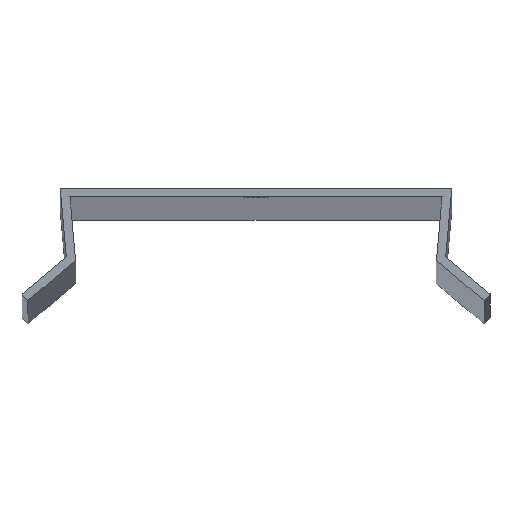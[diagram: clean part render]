
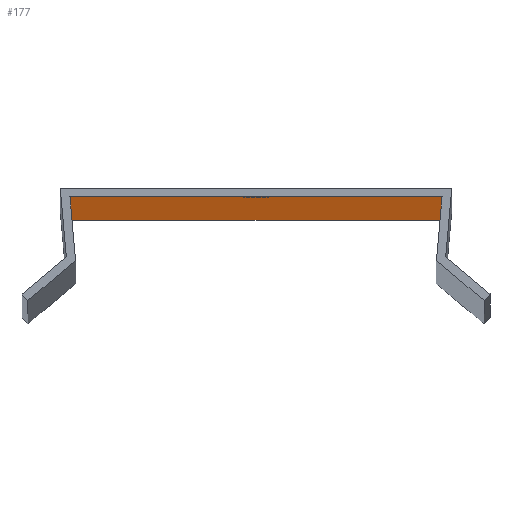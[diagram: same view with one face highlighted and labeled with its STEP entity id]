
A CAD part, top view. The second image highlights one B-rep face of the part: STEP entity #177.
In plain terms, the highlighted planar face has unit normal (0, -1, 0).
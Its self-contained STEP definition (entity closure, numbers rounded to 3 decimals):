
#2 = DIRECTION ( 'NONE',  ( 0., -1., 0. ) ) ;
#5 = ORIENTED_EDGE ( 'NONE', *, *, #411, .F. ) ;
#8 = VECTOR ( 'NONE', #20, 1000. ) ;
#20 = DIRECTION ( 'NONE',  ( 0., 0., -1. ) ) ;
#41 = DIRECTION ( 'NONE',  ( 0., 1., 0. ) ) ;
#47 = EDGE_CURVE ( 'NONE', #538, #106, #147, .T. ) ;
#48 = FACE_BOUND ( 'NONE', #386, .T. ) ;
#49 = DIRECTION ( 'NONE',  ( 0., 0., -1. ) ) ;
#53 = DIRECTION ( 'NONE',  ( 0., -1., 0. ) ) ;
#61 = VERTEX_POINT ( 'NONE', #220 ) ;
#69 = CARTESIAN_POINT ( 'NONE',  ( 41.817, -2., 1500. ) ) ;
#70 = ORIENTED_EDGE ( 'NONE', *, *, #243, .T. ) ;
#73 = VERTEX_POINT ( 'NONE', #127 ) ;
#78 = CARTESIAN_POINT ( 'NONE',  ( 0., -2., -1486. ) ) ;
#84 = ORIENTED_EDGE ( 'NONE', *, *, #47, .F. ) ;
#86 = CARTESIAN_POINT ( 'NONE',  ( 2.75, -2., -1486. ) ) ;
#88 = CARTESIAN_POINT ( 'NONE',  ( 0., -2., 1486. ) ) ;
#91 = PLANE ( 'NONE',  #404 ) ;
#106 = VERTEX_POINT ( 'NONE', #86 ) ;
#107 = DIRECTION ( 'NONE',  ( -1., 0., 0. ) ) ;
#108 = EDGE_CURVE ( 'NONE', #510, #263, #415, .T. ) ;
#127 = CARTESIAN_POINT ( 'NONE',  ( -41.817, -2., 1500. ) ) ;
#137 = DIRECTION ( 'NONE',  ( 1., 0., 0. ) ) ;
#147 = CIRCLE ( 'NONE', #334, 2.75 ) ;
#156 = LINE ( 'NONE', #69, #8 ) ;
#173 = LINE ( 'NONE', #563, #249 ) ;
#177 = ADVANCED_FACE ( 'NONE', ( #48, #382, #564 ), #91, .F. ) ;
#182 = CARTESIAN_POINT ( 'NONE',  ( 41.817, -2., -1500. ) ) ;
#185 = CARTESIAN_POINT ( 'NONE',  ( 44., -2., 1500. ) ) ;
#186 = EDGE_CURVE ( 'NONE', #73, #460, #242, .T. ) ;
#192 = LINE ( 'NONE', #291, #455 ) ;
#211 = VECTOR ( 'NONE', #384, 1000. ) ;
#220 = CARTESIAN_POINT ( 'NONE',  ( -41.817, -2., -1500. ) ) ;
#221 = ORIENTED_EDGE ( 'NONE', *, *, #389, .F. ) ;
#230 = ORIENTED_EDGE ( 'NONE', *, *, #583, .T. ) ;
#238 = DIRECTION ( 'NONE',  ( -1., 0., 0. ) ) ;
#242 = LINE ( 'NONE', #435, #211 ) ;
#243 = EDGE_CURVE ( 'NONE', #73, #61, #192, .T. ) ;
#246 = CARTESIAN_POINT ( 'NONE',  ( 2.75, -2., 1486. ) ) ;
#249 = VECTOR ( 'NONE', #137, 1000. ) ;
#254 = EDGE_LOOP ( 'NONE', ( #590, #221 ) ) ;
#263 = VERTEX_POINT ( 'NONE', #246 ) ;
#281 = EDGE_CURVE ( 'NONE', #106, #538, #348, .T. ) ;
#291 = CARTESIAN_POINT ( 'NONE',  ( -41.817, -2., 1500. ) ) ;
#303 = AXIS2_PLACEMENT_3D ( 'NONE', #501, #364, #107 ) ;
#334 = AXIS2_PLACEMENT_3D ( 'NONE', #78, #464, #456 ) ;
#348 = CIRCLE ( 'NONE', #463, 2.75 ) ;
#364 = DIRECTION ( 'NONE',  ( 0., -1., 0. ) ) ;
#370 = CARTESIAN_POINT ( 'NONE',  ( -2.75, -2., -1486. ) ) ;
#373 = AXIS2_PLACEMENT_3D ( 'NONE', #88, #2, #480 ) ;
#382 = FACE_BOUND ( 'NONE', #254, .T. ) ;
#384 = DIRECTION ( 'NONE',  ( 1., 0., 0. ) ) ;
#386 = EDGE_LOOP ( 'NONE', ( #84, #579 ) ) ;
#389 = EDGE_CURVE ( 'NONE', #263, #510, #473, .T. ) ;
#404 = AXIS2_PLACEMENT_3D ( 'NONE', #185, #41, #238 ) ;
#411 = EDGE_CURVE ( 'NONE', #460, #550, #156, .T. ) ;
#415 = CIRCLE ( 'NONE', #373, 2.75 ) ;
#435 = CARTESIAN_POINT ( 'NONE',  ( 44., -2., 1500. ) ) ;
#437 = CARTESIAN_POINT ( 'NONE',  ( 0., -2., -1486. ) ) ;
#454 = CARTESIAN_POINT ( 'NONE',  ( 41.817, -2., 1500. ) ) ;
#455 = VECTOR ( 'NONE', #49, 1000. ) ;
#456 = DIRECTION ( 'NONE',  ( -1., 0., 0. ) ) ;
#460 = VERTEX_POINT ( 'NONE', #454 ) ;
#463 = AXIS2_PLACEMENT_3D ( 'NONE', #437, #53, #484 ) ;
#464 = DIRECTION ( 'NONE',  ( 0., -1., 0. ) ) ;
#467 = EDGE_LOOP ( 'NONE', ( #230, #5, #515, #70 ) ) ;
#473 = CIRCLE ( 'NONE', #303, 2.75 ) ;
#480 = DIRECTION ( 'NONE',  ( -1., 0., 0. ) ) ;
#484 = DIRECTION ( 'NONE',  ( -1., 0., 0. ) ) ;
#501 = CARTESIAN_POINT ( 'NONE',  ( 0., -2., 1486. ) ) ;
#510 = VERTEX_POINT ( 'NONE', #520 ) ;
#515 = ORIENTED_EDGE ( 'NONE', *, *, #186, .F. ) ;
#520 = CARTESIAN_POINT ( 'NONE',  ( -2.75, -2., 1486. ) ) ;
#538 = VERTEX_POINT ( 'NONE', #370 ) ;
#550 = VERTEX_POINT ( 'NONE', #182 ) ;
#563 = CARTESIAN_POINT ( 'NONE',  ( 44., -2., -1500. ) ) ;
#564 = FACE_OUTER_BOUND ( 'NONE', #467, .T. ) ;
#579 = ORIENTED_EDGE ( 'NONE', *, *, #281, .F. ) ;
#583 = EDGE_CURVE ( 'NONE', #61, #550, #173, .T. ) ;
#590 = ORIENTED_EDGE ( 'NONE', *, *, #108, .F. ) ;
